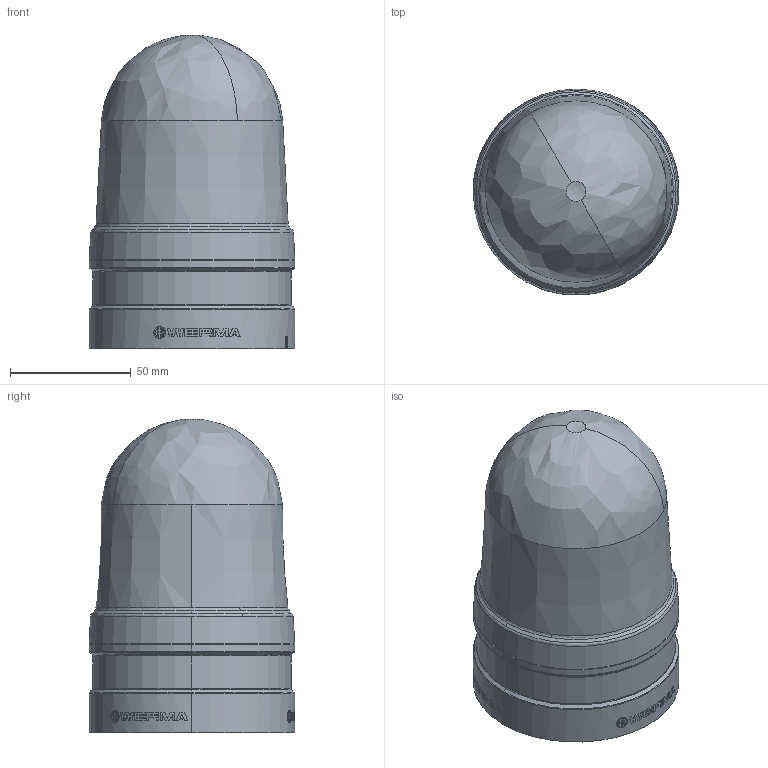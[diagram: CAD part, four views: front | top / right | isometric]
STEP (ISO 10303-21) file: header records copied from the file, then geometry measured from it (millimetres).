
FILE_DESCRIPTION (( 'STEP AP203' ), '1' );
FILE_NAME ('26124070.step', '2020-08-20T17:54:02', ( '' ), ( '' ), 'SwSTEP 2.0', 'SolidWorks 2019', '' );
FILE_SCHEMA (( 'CONFIG_CONTROL_DESIGN' ));
Length unit declared in the file: inch
Products named in the file (1): 26124070
Bounding box: 85.07 x 85.1 x 129.58 mm (x, y, z)
Volume: 516060.1 mm3; surface area: 44015 mm2
Topology: 1 solids, 1 shells, 387 faces, 1038 edges, 686 vertices
Faces by surface type: plane 184, bspline 142, cylinder 48, cone 13
Entity records: 16758 total; most frequent: CARTESIAN_POINT 7721, ORIENTED_EDGE 2076, DIRECTION 1504, EDGE_CURVE 1038, VERTEX_POINT 686, LINE 522, VECTOR 522, AXIS2_PLACEMENT_3D 491
